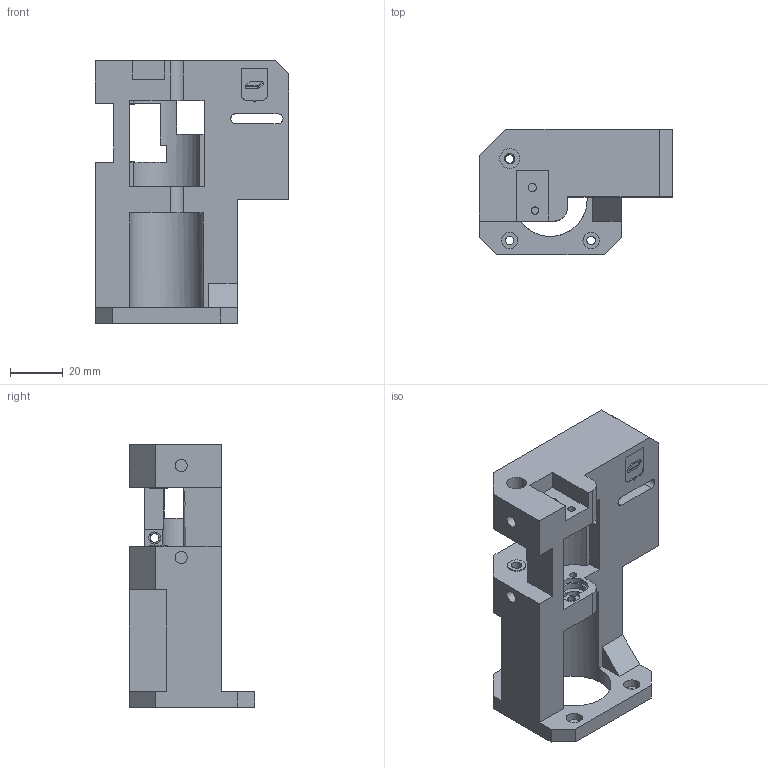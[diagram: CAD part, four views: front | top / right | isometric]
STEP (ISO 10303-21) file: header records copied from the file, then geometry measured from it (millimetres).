
FILE_DESCRIPTION(('FreeCAD Model'),'2;1');
FILE_NAME('Open CASCADE Shape Model','1974-01-01T00:00:00',(''),(''), 'Open CASCADE STEP processor 7.7','FreeCAD','Unknown');
FILE_SCHEMA(('AUTOMOTIVE_DESIGN { 1 0 10303 214 1 1 1 1 }'));
Length unit declared in the file: millimetre
Products named in the file (1): k1_motor_mount_left_step
Bounding box: 73.5 x 47.7 x 99.94 mm (x, y, z)
Volume: 107112.8 mm3; surface area: 32054 mm2
Topology: 1 solids, 1 shells, 155 faces, 445 edges, 307 vertices
Faces by surface type: plane 112, cylinder 43
Full cylindrical faces by diameter (mm): 2.8 x4, 3.2 x4, 3.3 x1, 3.95 x1, 4 x1, 4.5 x1, 4.6 x7, 5.6 x2, 6.2 x3, 7 x2, 7.6 x1, 9.14 x2, 10.5 x2, 28 x1
Entity records: 5125 total; most frequent: CARTESIAN_POINT 913, ORIENTED_EDGE 876, DIRECTION 857, EDGE_CURVE 438, VERTEX_POINT 303, LINE 295, VECTOR 295, AXIS2_PLACEMENT_3D 281
